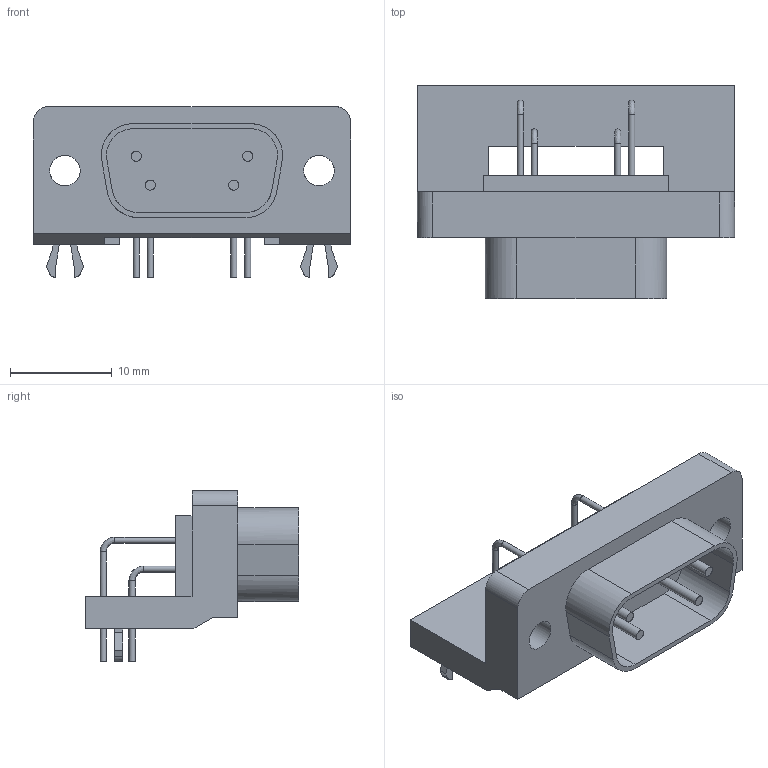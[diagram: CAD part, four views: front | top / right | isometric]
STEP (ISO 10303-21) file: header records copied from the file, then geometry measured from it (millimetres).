
FILE_DESCRIPTION(('FreeCAD Model'),'2;1');
FILE_NAME('DSUB-9_Male_Horizontal_P2.74x2.84mm_EdgePinOffset9.90mm_Housed_MountingHolesOffset11.32mm.step','2019-11-06T10:43:23',('kicad StepUp'), ('ksu MCAD'),'Open CASCADE STEP processor 7.3','FreeCAD','Unknown');
FILE_SCHEMA(('AUTOMOTIVE_DESIGN { 1 0 10303 214 1 1 1 1 }'));
Length unit declared in the file: millimetre
Products named in the file (1): DSUB-9_Male_Horizontal_P2.74x2.84mm_EdgePinOffset9.90mm_Housed_
MountingHolesOffset11.32mm
Bounding box: 31.2 x 21 x 16.8 mm (x, y, z)
Volume: 2787.3 mm3; surface area: 2815 mm2
Topology: 1 solids, 1 shells, 106 faces, 270 edges, 178 vertices
Faces by surface type: bspline 106
Entity records: 4032 total; most frequent: CARTESIAN_POINT 1643, ORIENTED_EDGE 540, EDGE_CURVE 270, B_SPLINE_CURVE_WITH_KNOTS 198, VERTEX_POINT 178, FACE_BOUND 132, EDGE_LOOP 132, ADVANCED_FACE 106
